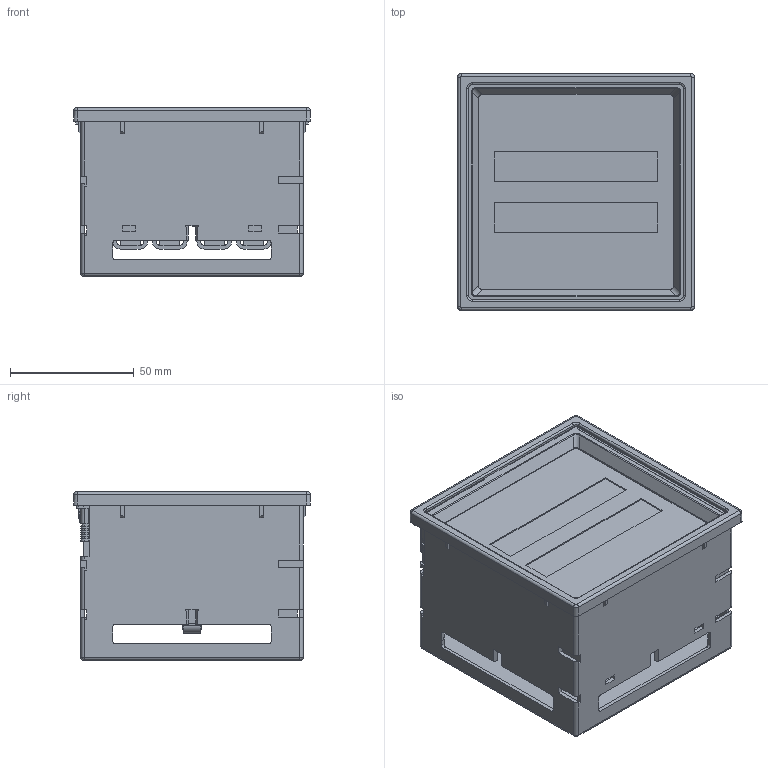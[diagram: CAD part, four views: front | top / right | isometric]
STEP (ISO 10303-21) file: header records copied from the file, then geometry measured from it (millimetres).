
FILE_DESCRIPTION(/* description */ (''),/* implementation_level */ '2;1');
FILE_NAME(/* name */ '2FTQ96-x_3D CAD_2024-10-02 .stp',/* time_stamp */ '2024-10-02T13:06:34+02:00',/* author */ ('JDI'),/* organization */ (''),/* preprocessor_version */ 'ST-DEVELOPER v19.2',/* originating_system */ 'Autodesk Inventor 2023',/* authorisation */ '');
FILE_SCHEMA (('AUTOMOTIVE_DESIGN { 1 0 10303 214 3 1 1 }'));
Length unit declared in the file: millimetre
Products named in the file (1): 2FTQ96-x_iam_Simplify_1
Bounding box: 95.85 x 95.85 x 68 mm (x, y, z)
Volume: 84791.7 mm3; surface area: 107033.1 mm2
Topology: 1 solids, 1 shells, 1227 faces, 3547 edges, 2320 vertices
Faces by surface type: plane 1007, cylinder 179, bspline 32, cone 4, torus 4, sphere 1
Full cylindrical faces by diameter (mm): 3.3 x4, 4.3 x4
Entity records: 44419 total; most frequent: CARTESIAN_POINT 10600, ORIENTED_EDGE 7094, DIRECTION 6302, EDGE_CURVE 3547, LINE 3116, VECTOR 3116, VERTEX_POINT 2320, AXIS2_PLACEMENT_3D 1593
